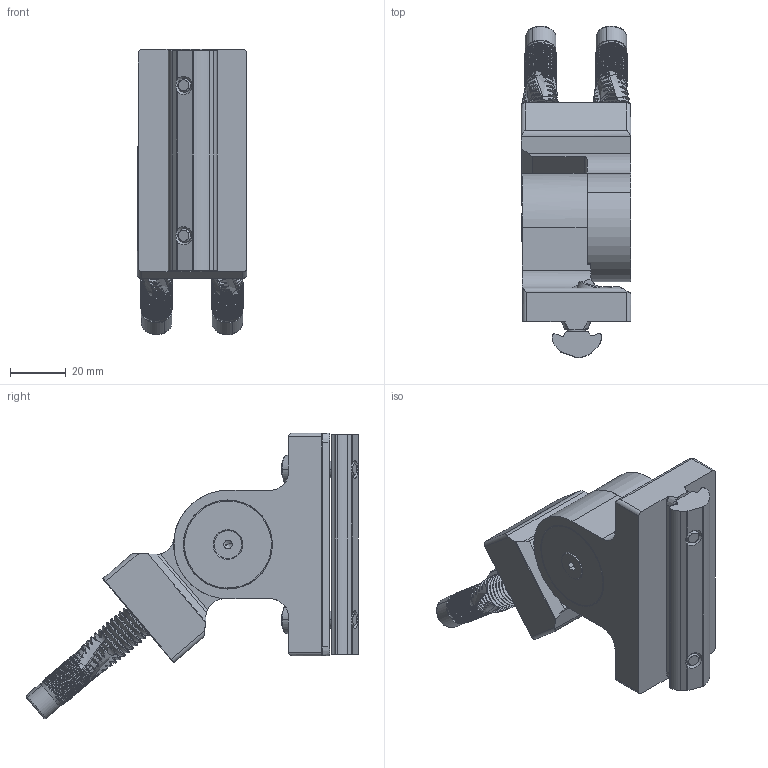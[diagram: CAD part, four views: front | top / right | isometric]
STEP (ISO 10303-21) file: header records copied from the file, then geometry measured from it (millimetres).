
FILE_DESCRIPTION (( 'STEP AP214' ), '1' );
FILE_NAME ('40mm Pivot Bracket Profile to End Mount Kit(40MPI-0411-016-01).STEP', '2023-09-06T15:39:06', ( '' ), ( '' ), 'SwSTEP 2.0', 'SolidWorks 2020', '' );
FILE_SCHEMA (( 'AUTOMOTIVE_DESIGN' ));
Length unit declared in the file: millimetre
Products named in the file (3): 40mm Pivot Bracket Profile Mount Bearing Side_Standard; 40mm Pivot Bracket End Mount Axle Side_Standard; 40mm Pivot Bracket Profile to End Mount Kit(40MPI-0411-016-01)
Assembly tree (2 placements, depth 2):
  40mm Pivot Bracket Profile to End Mount Kit(40MPI-0411-016-01)
    40mm Pivot Bracket Profile Mount Bearing Side_Standard
    40mm Pivot Bracket End Mount Axle Side_Standard
Bounding box: 39.5 x 119.28 x 102.62 mm (x, y, z)
Volume: 135532.7 mm3; surface area: 58491.1 mm2
Topology: 17 solids, 18 shells, 1435 faces, 3801 edges, 2418 vertices
Faces by surface type: cylinder 446, bspline 410, plane 264, cone 209, torus 106
Entity records: 517440 total; most frequent: CARTESIAN_POINT 471795, ORIENTED_EDGE 7554, DIRECTION 4538, EDGE_CURVE 3777, VERTEX_POINT 2418, AXIS2_PLACEMENT_3D 1803, EDGE_LOOP 1505, UNCERTAINTY_MEASURE_WITH_UNIT 1457
